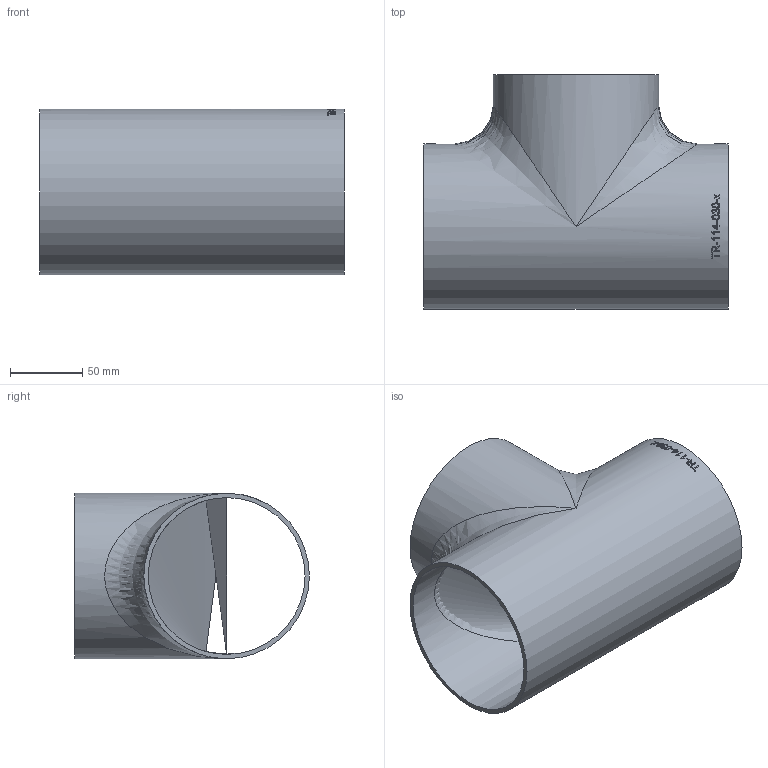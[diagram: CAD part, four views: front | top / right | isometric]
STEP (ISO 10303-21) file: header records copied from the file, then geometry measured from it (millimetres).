
FILE_DESCRIPTION (( 'STEP AP214' ), '1' );
FILE_NAME ('TR-114-030-x T-Stück 114,3x3,0 BL210 1910.STEP', '2019-10-16T07:32:23', ( '' ), ( '' ), 'SwSTEP 2.0', 'SolidWorks 2016', '' );
FILE_SCHEMA (( 'AUTOMOTIVE_DESIGN' ));
Length unit declared in the file: millimetre
Products named in the file (1): TR-114-030-x T-Stück 114,3x3,0 BL210 1910
Bounding box: 210 x 162.15 x 114.3 mm (x, y, z)
Volume: 252412.9 mm3; surface area: 171459.1 mm2
Topology: 1 solids, 1 shells, 146 faces, 388 edges, 250 vertices
Faces by surface type: bspline 68, plane 58, cylinder 20
Full cylindrical faces by diameter (mm): 108.3 x2, 114.3 x2
Entity records: 16360 total; most frequent: CARTESIAN_POINT 11908, ORIENTED_EDGE 742, DIRECTION 382, EDGE_CURVE 371, VERTEX_POINT 248, B_SPLINE_CURVE_WITH_KNOTS 205, EDGE_LOOP 171, FACE_OUTER_BOUND 150
